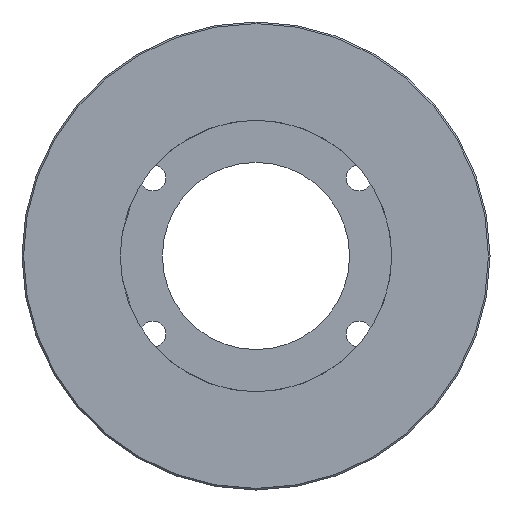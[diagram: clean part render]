
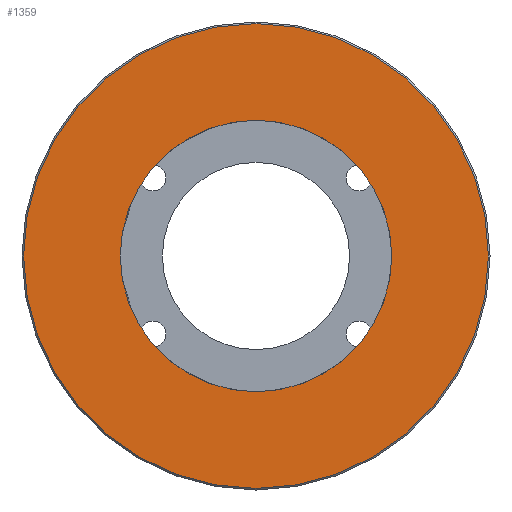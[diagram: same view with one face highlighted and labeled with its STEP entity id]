
A CAD part, left-side view. The second image highlights one B-rep face of the part: STEP entity #1359.
In plain terms, the highlighted planar face has unit normal (-1, 0, 0).
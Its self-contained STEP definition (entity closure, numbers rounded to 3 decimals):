
#219=PLANE($,#1510);
#269=FACE_BOUND($,#455,.T.);
#270=FACE_BOUND($,#456,.T.);
#455=EDGE_LOOP($,(#1137));
#456=EDGE_LOOP($,(#1138));
#553=CIRCLE($,#1509,74.5);
#554=CIRCLE($,#1511,43.5);
#675=VERTEX_POINT($,#2540);
#676=VERTEX_POINT($,#2543);
#837=EDGE_CURVE($,#675,#675,#553,.T.);
#838=EDGE_CURVE($,#676,#676,#554,.T.);
#1137=ORIENTED_EDGE($,*,*,#838,.T.);
#1138=ORIENTED_EDGE($,*,*,#837,.F.);
#1359=ADVANCED_FACE($,(#269,#270),#219,.T.);
#1509=AXIS2_PLACEMENT_3D($,#2541,#1846,#1847);
#1510=AXIS2_PLACEMENT_3D($,#2542,#1848,#1849);
#1511=AXIS2_PLACEMENT_3D($,#2544,#1850,#1851);
#1846=DIRECTION('center_axis',(1.,0.,0.));
#1847=DIRECTION('ref_axis',(0.,-1.,0.));
#1848=DIRECTION('center_axis',(-1.,0.,0.));
#1849=DIRECTION('ref_axis',(0.,0.,1.));
#1850=DIRECTION('center_axis',(1.,0.,0.));
#1851=DIRECTION('ref_axis',(0.,0.,-1.));
#2540=CARTESIAN_POINT('',(0.,74.5,0.));
#2541=CARTESIAN_POINT('Origin',(0.,0.,0.));
#2542=CARTESIAN_POINT('Origin',(0.,75.,0.));
#2543=CARTESIAN_POINT('',(0.,0.,
43.5));
#2544=CARTESIAN_POINT('Origin',(0.,0.,0.));
